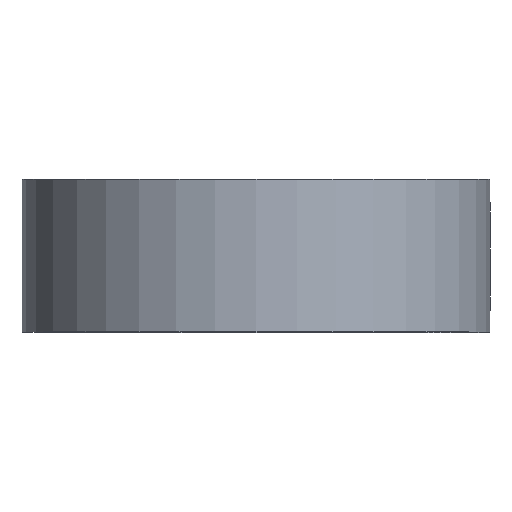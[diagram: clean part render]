
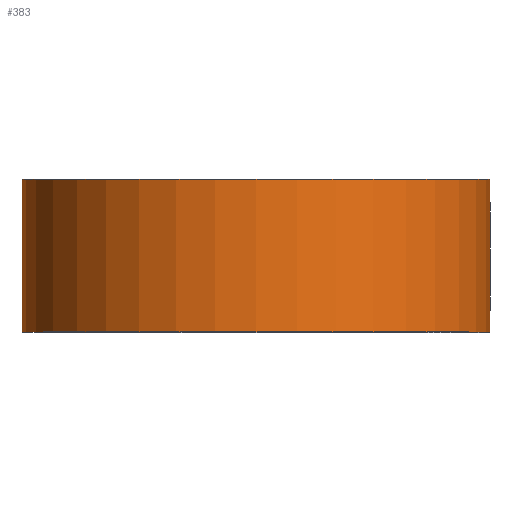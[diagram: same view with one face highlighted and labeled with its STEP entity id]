
A CAD part, top view. The second image highlights one B-rep face of the part: STEP entity #383.
In plain terms, the highlighted cylindrical face has radius 19.469 mm (diameter 38.938 mm), a partial arc.
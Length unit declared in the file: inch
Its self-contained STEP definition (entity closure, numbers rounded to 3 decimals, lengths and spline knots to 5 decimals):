
#28 = CIRCLE ( 'NONE', #275, 0.7665 ) ;
#29 = ORIENTED_EDGE ( 'NONE', *, *, #236, .F. ) ;
#32 = DIRECTION ( 'NONE',  ( 0., -1., 0. ) ) ;
#57 = CARTESIAN_POINT ( 'NONE',  ( 0.7665, 0.25, 0. ) ) ;
#68 = EDGE_CURVE ( 'NONE', #157, #141, #697, .T. ) ;
#71 = CARTESIAN_POINT ( 'NONE',  ( 0.7665, -0.25, 0. ) ) ;
#94 = ORIENTED_EDGE ( 'NONE', *, *, #68, .T. ) ;
#97 = DIRECTION ( 'NONE',  ( 1., 0., 0. ) ) ;
#110 = EDGE_CURVE ( 'NONE', #141, #411, #715, .T. ) ;
#113 = CARTESIAN_POINT ( 'NONE',  ( 0., -0.25, 0. ) ) ;
#125 = ORIENTED_EDGE ( 'NONE', *, *, #110, .T. ) ;
#141 = VERTEX_POINT ( 'NONE', #356 ) ;
#157 = VERTEX_POINT ( 'NONE', #344 ) ;
#162 = CARTESIAN_POINT ( 'NONE',  ( 0., 0.25, 0. ) ) ;
#191 = DIRECTION ( 'NONE',  ( 0., 1., 0. ) ) ;
#227 = DIRECTION ( 'NONE',  ( 0., 0., -1. ) ) ;
#236 = EDGE_CURVE ( 'NONE', #443, #411, #458, .T. ) ;
#250 = EDGE_CURVE ( 'NONE', #157, #443, #28, .T. ) ;
#263 = CARTESIAN_POINT ( 'NONE',  ( 0., 0.25, -0.7665 ) ) ;
#275 = AXIS2_PLACEMENT_3D ( 'NONE', #724, #722, #680 ) ;
#312 = DIRECTION ( 'NONE',  ( 0., -1., 0. ) ) ;
#344 = CARTESIAN_POINT ( 'NONE',  ( 0., 0.25, -0.7665 ) ) ;
#356 = CARTESIAN_POINT ( 'NONE',  ( 0., -0.25, -0.7665 ) ) ;
#358 = AXIS2_PLACEMENT_3D ( 'NONE', #162, #675, #227 ) ;
#372 = FACE_OUTER_BOUND ( 'NONE', #500, .T. ) ;
#383 = ADVANCED_FACE ( 'NONE', ( #372 ), #603, .T. ) ;
#411 = VERTEX_POINT ( 'NONE', #71 ) ;
#443 = VERTEX_POINT ( 'NONE', #57 ) ;
#458 = LINE ( 'NONE', #652, #587 ) ;
#500 = EDGE_LOOP ( 'NONE', ( #125, #29, #681, #94 ) ) ;
#587 = VECTOR ( 'NONE', #312, 39.37008 ) ;
#603 = CYLINDRICAL_SURFACE ( 'NONE', #358, 0.7665 ) ;
#636 = AXIS2_PLACEMENT_3D ( 'NONE', #113, #191, #97 ) ;
#652 = CARTESIAN_POINT ( 'NONE',  ( 0.7665, 0.25, 0. ) ) ;
#675 = DIRECTION ( 'NONE',  ( 0., -1., 0. ) ) ;
#680 = DIRECTION ( 'NONE',  ( 1., 0., 0. ) ) ;
#681 = ORIENTED_EDGE ( 'NONE', *, *, #250, .F. ) ;
#697 = LINE ( 'NONE', #263, #700 ) ;
#700 = VECTOR ( 'NONE', #32, 39.37008 ) ;
#715 = CIRCLE ( 'NONE', #636, 0.7665 ) ;
#722 = DIRECTION ( 'NONE',  ( 0., 1., 0. ) ) ;
#724 = CARTESIAN_POINT ( 'NONE',  ( 0., 0.25, 0. ) ) ;
